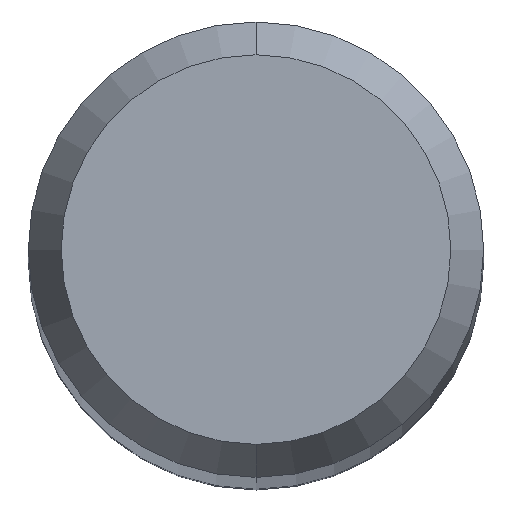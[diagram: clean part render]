
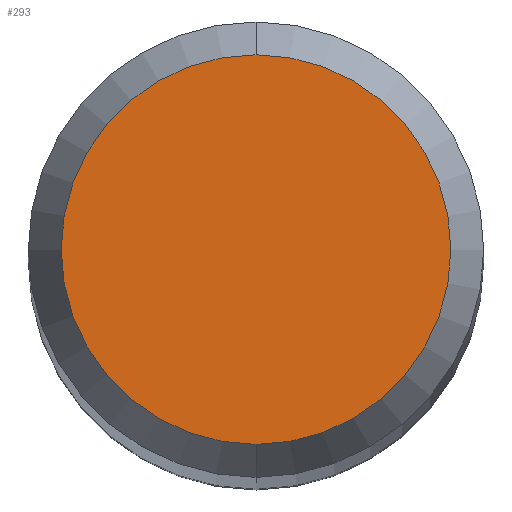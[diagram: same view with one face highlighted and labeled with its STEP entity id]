
A CAD part, top view. The second image highlights one B-rep face of the part: STEP entity #293.
In plain terms, the highlighted planar face has unit normal (0, 0, 1).
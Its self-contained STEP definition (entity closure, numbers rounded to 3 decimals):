
#209=VERTEX_POINT('',#467);
#211=VERTEX_POINT('',#469);
#275=EDGE_CURVE('',#209,#211,#541,.T.);
#293=ADVANCED_FACE('',(#562),#563,.T.);
#343=EDGE_CURVE('',#211,#209,#616,.T.);
#467=CARTESIAN_POINT('',(0.0,1.358,0.));
#469=CARTESIAN_POINT('',(0.,-1.358,0.));
#541=CIRCLE('',#906,1.358);
#562=FACE_OUTER_BOUND('',#934,.T.);
#563=PLANE('',#935);
#616=CIRCLE('',#1124,1.358);
#906=AXIS2_PLACEMENT_3D('',#1396,#1397,#1398);
#934=EDGE_LOOP('',(#1429,#1430));
#935=AXIS2_PLACEMENT_3D('',#1431,#1432,#1433);
#1124=AXIS2_PLACEMENT_3D('',#1468,#1469,#1470);
#1396=CARTESIAN_POINT('',(0.0,0.0,0.));
#1397=DIRECTION('',(0.0,0.0,-1.0));
#1398=DIRECTION('',(0.0,1.0,0.0));
#1429=ORIENTED_EDGE('',*,*,#275,.F.);
#1430=ORIENTED_EDGE('',*,*,#343,.F.);
#1431=CARTESIAN_POINT('',(0.0,0.679,0.));
#1432=DIRECTION('',(-0.0,0.0,1.0));
#1433=DIRECTION('',(0.0,-1.0,0.0));
#1468=CARTESIAN_POINT('',(0.0,0.0,0.));
#1469=DIRECTION('',(0.0,0.0,-1.0));
#1470=DIRECTION('',(0.0,1.0,0.0));
